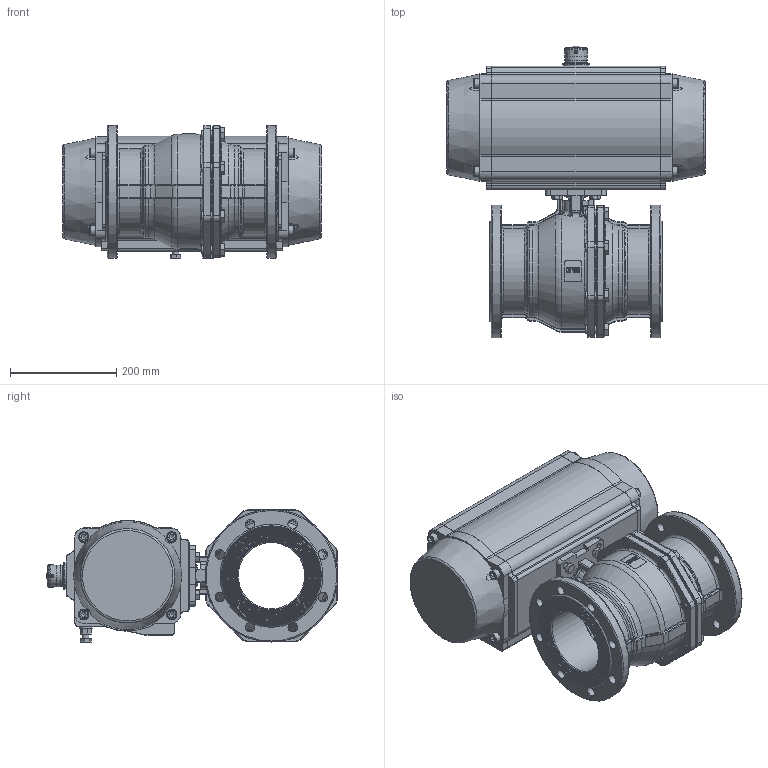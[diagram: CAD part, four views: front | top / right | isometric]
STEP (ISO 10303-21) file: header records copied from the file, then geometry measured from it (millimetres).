
FILE_DESCRIPTION(/* description */ ('Unknown'),/* implementation_level */ '2;1');
FILE_NAME(/* name */ 'PE10 0920-13',/* time_stamp */ '2025-02-24T10:30:03+01:00',/* author */ ('Unknown'),/* organization */ ('Unknown'),/* preprocessor_version */ 'ST-DEVELOPER v19.4',/* originating_system */ 'Solid Edge',/* authorisation */ 'Unknown');
FILE_SCHEMA (('AUTOMOTIVE_DESIGN {1 0 10303 214 3 1 1}'));
Length unit declared in the file: millimetre
Products named in the file (27): PE10 0920-13; 920-13; MV-24D-LZ-DN125; MV-24D-G(J)-DN125; MV-24D-FG-DN125; MV-24D-DD-DN125; MV-24D-FS-DN125; MV-24D-TL-DN125; MV-24D-T(J)-DN125; MV-24D-FGM-DN125; DIN 933 M10x30 A2-70 BLK_EDST; PD11_PE10; 190gangti; VT190-03 怀堤粣 3D; VT190-09 俋菜え; VT190-10 踢扽菜え; VT190-4 傷裔; 噩砃VT190-4 傷裔; circlips for shaft--type a large gb_GB_CONNECTING_PIECE_RING_RRA 36; socket head cap screw_din_DIN 912 M12 x 50 --- 50N; hex bolt gradec_din_ISO 4016 - M12 x 80 x 80-WN; hex nut gradec_din_Hexagon Nut ISO 4034 - M12 - N; plain washers-n series-grade a gb_GB_FASTENER_WASHER_PWNA 12; Optische Anzeige; ______; ________(___________; cup head nib bolts with large head gb_GB_FASTENER_BOLT_CHNBW M6X25-N
Assembly tree (50 placements, depth 4):
  PE10 0920-13
    920-13
      MV-24D-LZ-DN125  x8
      MV-24D-G(J)-DN125
      MV-24D-FG-DN125
      MV-24D-DD-DN125  x2
      MV-24D-FS-DN125
      MV-24D-TL-DN125
      MV-24D-T(J)-DN125
      MV-24D-FGM-DN125
    DIN 933 M10x30 A2-70 BLK_EDST  x4
    PD11_PE10
      190gangti
      VT190-03 怀堤粣 3D
      VT190-09 俋菜え
      VT190-10 踢扽菜え
      VT190-4 傷裔
      噩砃VT190-4 傷裔
      circlips for shaft--type a large gb_GB_CONNECTING_PIECE_RING_RRA 36
      socket head cap screw_din_DIN 912 M12 x 50 --- 50N  x8
      hex bolt gradec_din_ISO 4016 - M12 x 80 x 80-WN  x2
      hex nut gradec_din_Hexagon Nut ISO 4034 - M12 - N  x2
      plain washers-n series-grade a gb_GB_FASTENER_WASHER_PWNA 12  x2
      Optische Anzeige
        ______
        ________(___________  x4
        cup head nib bolts with large head gb_GB_FASTENER_BOLT_CHNBW M6X25-N
Bounding box: 488 x 549.4 x 250.95 mm (x, y, z)
Volume: 12166200.4 mm3; surface area: 1729346.4 mm2
Topology: 49 solids, 49 shells, 2479 faces, 5786 edges, 3555 vertices
Faces by surface type: plane 939, cylinder 677, cone 338, bspline 309, torus 205, sphere 11
Full cylindrical faces by diameter (mm): 2.5 x2, 3 x16, 3.3 x8, 4.134 x8, 4.66 x1, 4.917 x1, 5.914 x1, 6 x4, 6.2 x1, 7 x1, 10 x4, 10.106 x8, 10.2 x2, 11.45 x2, 11.835 x2, 12 x12, 12.2 x8, 13 x2, 13.16 x2, 13.5 x8, 13.835 x4, 14 x8, 15.5 x8, 17 x4, 18 x22, 20 x10, 22.8 x1, 24 x2, 25.5 x1, 27 x2
Entity records: 93160 total; most frequent: CARTESIAN_POINT 52015, DIRECTION 8079, ORIENTED_EDGE 7896, EDGE_CURVE 3948, AXIS2_PLACEMENT_3D 3300, VERTEX_POINT 2692, FACE_BOUND 2594, EDGE_LOOP 2593
